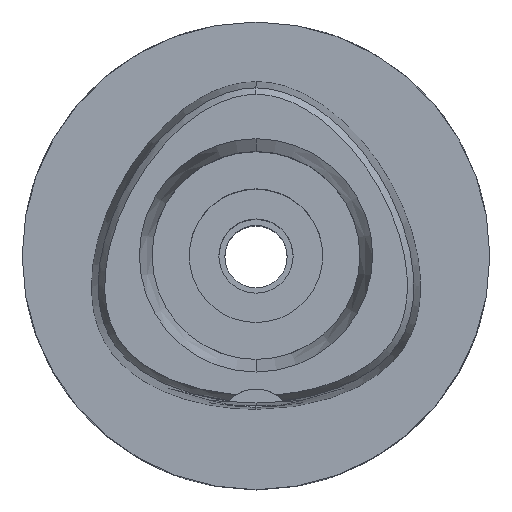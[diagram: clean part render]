
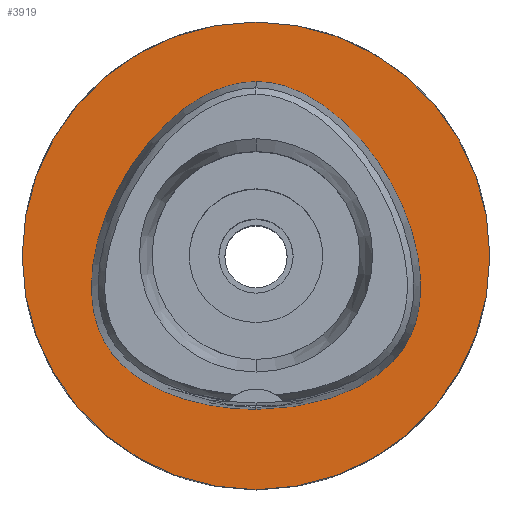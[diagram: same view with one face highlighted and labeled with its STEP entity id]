
A CAD part, top view. The second image highlights one B-rep face of the part: STEP entity #3919.
In plain terms, the highlighted planar face has unit normal (0, 0, 1).
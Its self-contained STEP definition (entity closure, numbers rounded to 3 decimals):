
#27 = EDGE_CURVE ( 'NONE', #5125, #4345, #4020, .T. ) ;
#257 = CARTESIAN_POINT ( 'NONE',  ( -16.959, -15.678, 0. ) ) ;
#334 = CARTESIAN_POINT ( 'NONE',  ( 0., 31.5, 0. ) ) ;
#368 = CARTESIAN_POINT ( 'NONE',  ( -0.855, 23.475, 0. ) ) ;
#371 = CARTESIAN_POINT ( 'NONE',  ( 21.555, -8.996, 0. ) ) ;
#749 = CARTESIAN_POINT ( 'NONE',  ( 19.649, -12.825, 0. ) ) ;
#792 = FACE_OUTER_BOUND ( 'NONE', #1821, .T. ) ;
#843 = DIRECTION ( 'NONE',  ( 0., 0., -1. ) ) ;
#971 = CARTESIAN_POINT ( 'NONE',  ( 0., 0., 0. ) ) ;
#1023 = DIRECTION ( 'NONE',  ( 0., 1., 0. ) ) ;
#1029 = DIRECTION ( 'NONE',  ( 0., -1., 0. ) ) ;
#1173 = CARTESIAN_POINT ( 'NONE',  ( 0., -31.5, 0. ) ) ;
#1186 = CARTESIAN_POINT ( 'NONE',  ( -11.233, -18.893, 0. ) ) ;
#1221 = CARTESIAN_POINT ( 'NONE',  ( -7.571, 21.315, 0. ) ) ;
#1225 = CARTESIAN_POINT ( 'NONE',  ( 0., 23.475, 0. ) ) ;
#1248 = CARTESIAN_POINT ( 'NONE',  ( -2.114, -20.675, 0. ) ) ;
#1477 = EDGE_LOOP ( 'NONE', ( #3207, #1510 ) ) ;
#1510 = ORIENTED_EDGE ( 'NONE', *, *, #4534, .F. ) ;
#1511 = DIRECTION ( 'NONE',  ( 0., 0., -1. ) ) ;
#1585 = CARTESIAN_POINT ( 'NONE',  ( 0., 23.475, 0. ) ) ;
#1591 = CARTESIAN_POINT ( 'NONE',  ( 18.568, -14.169, 0. ) ) ;
#1620 = CARTESIAN_POINT ( 'NONE',  ( 5.098, 22.526, 0. ) ) ;
#1644 = CARTESIAN_POINT ( 'NONE',  ( -10.746, 19.174, 0. ) ) ;
#1680 = FACE_BOUND ( 'NONE', #1477, .T. ) ;
#1821 = EDGE_LOOP ( 'NONE', ( #5075, #2772 ) ) ;
#1841 = CARTESIAN_POINT ( 'NONE',  ( 0., -20.675, 0. ) ) ;
#1846 = CARTESIAN_POINT ( 'NONE',  ( 0., 0., 0. ) ) ;
#1922 = EDGE_CURVE ( 'NONE', #2988, #2382, #5254, .T. ) ;
#1987 = CARTESIAN_POINT ( 'NONE',  ( 2.114, -20.675, 0. ) ) ;
#2002 = CARTESIAN_POINT ( 'NONE',  ( -14.408, 15.641, 0. ) ) ;
#2040 = CARTESIAN_POINT ( 'NONE',  ( 0.855, 23.475, 0. ) ) ;
#2064 = CARTESIAN_POINT ( 'NONE',  ( -20.749, 4.657, 0. ) ) ;
#2087 = CARTESIAN_POINT ( 'NONE',  ( -18.068, 10.432, 0. ) ) ;
#2090 = CARTESIAN_POINT ( 'NONE',  ( 22.245, -4.1, 0. ) ) ;
#2382 = VERTEX_POINT ( 'NONE', #1173 ) ;
#2419 = CARTESIAN_POINT ( 'NONE',  ( 11.233, -18.893, 0. ) ) ;
#2489 = CIRCLE ( 'NONE', #4103, 31.5 ) ;
#2502 = CARTESIAN_POINT ( 'NONE',  ( 21.978, -0.281, 0. ) ) ;
#2525 = CARTESIAN_POINT ( 'NONE',  ( -5.098, 22.526, 0. ) ) ;
#2539 = PLANE ( 'NONE',  #3303 ) ;
#2698 = DIRECTION ( 'NONE',  ( 0., 0., -1. ) ) ;
#2723 = B_SPLINE_CURVE_WITH_KNOTS ( 'NONE', 3,
 ( #5419, #1987, #5008, #2419, #2916, #4239, #1591, #749, #5445, #3369, #371, #4163, #2090, #2502, #3315, #4559, #3342, #5078, #3397, #1620, #4587, #2040, #1225 ),
 .UNSPECIFIED., .F., .F.,
 ( 4, 1, 1, 1, 1, 1, 1, 1, 1, 1, 1, 1, 1, 1, 1, 1, 1, 1, 1, 1, 4 ),
 ( 0., 0.083, 0.167, 0.208, 0.25, 0.292, 0.313, 0.333, 0.354, 0.375, 0.417, 0.458, 0.5, 0.583, 0.667, 0.75, 0.833, 0.875, 0.917, 0.958, 1. ),
 .UNSPECIFIED. ) ;
#2772 = ORIENTED_EDGE ( 'NONE', *, *, #3365, .F. ) ;
#2863 = CARTESIAN_POINT ( 'NONE',  ( 0., 23.475, 0. ) ) ;
#2889 = CARTESIAN_POINT ( 'NONE',  ( -19.649, -12.825, 0. ) ) ;
#2904 = DIRECTION ( 'NONE',  ( 0., -1., 0. ) ) ;
#2916 = CARTESIAN_POINT ( 'NONE',  ( 14.673, -17.214, 0. ) ) ;
#2941 = CARTESIAN_POINT ( 'NONE',  ( -21.978, -0.281, 0. ) ) ;
#2988 = VERTEX_POINT ( 'NONE', #334 ) ;
#3207 = ORIENTED_EDGE ( 'NONE', *, *, #27, .F. ) ;
#3303 = AXIS2_PLACEMENT_3D ( 'NONE', #5504, #843, #2904 ) ;
#3312 = CARTESIAN_POINT ( 'NONE',  ( -21.555, -8.996, 0. ) ) ;
#3315 = CARTESIAN_POINT ( 'NONE',  ( 20.749, 4.657, 0. ) ) ;
#3342 = CARTESIAN_POINT ( 'NONE',  ( 14.408, 15.641, 0. ) ) ;
#3365 = EDGE_CURVE ( 'NONE', #2382, #2988, #2489, .T. ) ;
#3369 = CARTESIAN_POINT ( 'NONE',  ( 20.932, -10.604, 0. ) ) ;
#3394 = CARTESIAN_POINT ( 'NONE',  ( -22.245, -4.1, 0. ) ) ;
#3397 = CARTESIAN_POINT ( 'NONE',  ( 7.571, 21.315, 0. ) ) ;
#3807 = CARTESIAN_POINT ( 'NONE',  ( -20.35, -11.749, 0. ) ) ;
#3919 = ADVANCED_FACE ( 'NONE', ( #792, #1680 ), #2539, .F. ) ;
#4020 = B_SPLINE_CURVE_WITH_KNOTS ( 'NONE', 3,
 ( #2863, #368, #5466, #2525, #1221, #1644, #2002, #2087, #2064, #2941, #3394, #5100, #3312, #4160, #3807, #2889, #5439, #257, #5519, #1186, #4666, #1248, #4182 ),
 .UNSPECIFIED., .F., .F.,
 ( 4, 1, 1, 1, 1, 1, 1, 1, 1, 1, 1, 1, 1, 1, 1, 1, 1, 1, 1, 1, 4 ),
 ( 0., 0.042, 0.083, 0.125, 0.167, 0.25, 0.333, 0.417, 0.5, 0.542, 0.583, 0.625, 0.646, 0.667, 0.688, 0.708, 0.75, 0.792, 0.833, 0.917, 1. ),
 .UNSPECIFIED. ) ;
#4103 = AXIS2_PLACEMENT_3D ( 'NONE', #1846, #1511, #1029 ) ;
#4160 = CARTESIAN_POINT ( 'NONE',  ( -20.932, -10.604, 0. ) ) ;
#4163 = CARTESIAN_POINT ( 'NONE',  ( 22.057, -6.848, 0. ) ) ;
#4182 = CARTESIAN_POINT ( 'NONE',  ( 0., -20.675, 0. ) ) ;
#4239 = CARTESIAN_POINT ( 'NONE',  ( 16.959, -15.678, 0. ) ) ;
#4345 = VERTEX_POINT ( 'NONE', #1841 ) ;
#4534 = EDGE_CURVE ( 'NONE', #4345, #5125, #2723, .T. ) ;
#4559 = CARTESIAN_POINT ( 'NONE',  ( 18.068, 10.432, 0. ) ) ;
#4587 = CARTESIAN_POINT ( 'NONE',  ( 2.565, 23.293, 0. ) ) ;
#4666 = CARTESIAN_POINT ( 'NONE',  ( -6.341, -20.298, 0. ) ) ;
#4898 = AXIS2_PLACEMENT_3D ( 'NONE', #971, #2698, #1023 ) ;
#5008 = CARTESIAN_POINT ( 'NONE',  ( 6.341, -20.298, 0. ) ) ;
#5075 = ORIENTED_EDGE ( 'NONE', *, *, #1922, .F. ) ;
#5078 = CARTESIAN_POINT ( 'NONE',  ( 10.746, 19.174, 0. ) ) ;
#5100 = CARTESIAN_POINT ( 'NONE',  ( -22.057, -6.848, 0. ) ) ;
#5125 = VERTEX_POINT ( 'NONE', #1585 ) ;
#5254 = CIRCLE ( 'NONE', #4898, 31.5 ) ;
#5419 = CARTESIAN_POINT ( 'NONE',  ( 0., -20.675, 0. ) ) ;
#5439 = CARTESIAN_POINT ( 'NONE',  ( -18.568, -14.169, 0. ) ) ;
#5445 = CARTESIAN_POINT ( 'NONE',  ( 20.35, -11.749, 0. ) ) ;
#5466 = CARTESIAN_POINT ( 'NONE',  ( -2.565, 23.293, 0. ) ) ;
#5504 = CARTESIAN_POINT ( 'NONE',  ( 0., 0., 0. ) ) ;
#5519 = CARTESIAN_POINT ( 'NONE',  ( -14.673, -17.214, 0. ) ) ;
